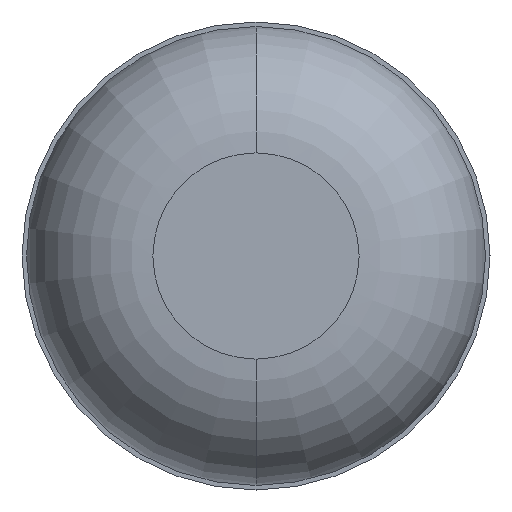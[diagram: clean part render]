
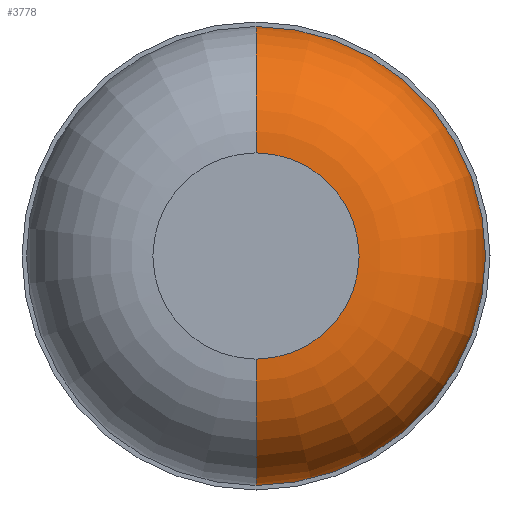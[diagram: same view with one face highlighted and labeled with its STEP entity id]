
A CAD part, front view. The second image highlights one B-rep face of the part: STEP entity #3778.
In plain terms, the highlighted toroidal (fillet/blend) face has major radius 0.155 mm and minor radius 0.19 mm.
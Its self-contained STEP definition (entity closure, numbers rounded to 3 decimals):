
#26 = FACE_OUTER_BOUND ( 'NONE', #3616, .T. ) ;
#74 = EDGE_CURVE ( 'NONE', #4269, #1374, #2191, .T. ) ;
#392 = DIRECTION ( 'NONE',  ( 0., 0., 1. ) ) ;
#584 = TOROIDAL_SURFACE ( 'NONE', #3374, 0.155, 0.19 ) ;
#840 = AXIS2_PLACEMENT_3D ( 'NONE', #2125, #3783, #2805 ) ;
#868 = AXIS2_PLACEMENT_3D ( 'NONE', #1618, #2951, #965 ) ;
#965 = DIRECTION ( 'NONE',  ( 0., 0., 1. ) ) ;
#1044 = DIRECTION ( 'NONE',  ( 0., 1., 0. ) ) ;
#1374 = VERTEX_POINT ( 'NONE', #1718 ) ;
#1462 = DIRECTION ( 'NONE',  ( 0., 1., 0. ) ) ;
#1521 = VERTEX_POINT ( 'NONE', #1587 ) ;
#1587 = CARTESIAN_POINT ( 'NONE',  ( 0., -12.7, 0.155 ) ) ;
#1594 = AXIS2_PLACEMENT_3D ( 'NONE', #3003, #1044, #392 ) ;
#1618 = CARTESIAN_POINT ( 'NONE',  ( 0., -12.51, 0.155 ) ) ;
#1718 = CARTESIAN_POINT ( 'NONE',  ( 0., -12.51, -0.345 ) ) ;
#1744 = DIRECTION ( 'NONE',  ( 0., 0., 1. ) ) ;
#1890 = ORIENTED_EDGE ( 'NONE', *, *, #2897, .F. ) ;
#2125 = CARTESIAN_POINT ( 'NONE',  ( 0., -12.7, 0. ) ) ;
#2191 = CIRCLE ( 'NONE', #3253, 0.19 ) ;
#2257 = ORIENTED_EDGE ( 'NONE', *, *, #2434, .F. ) ;
#2434 = EDGE_CURVE ( 'Defeature ausgef�hrt1_1+Defeature ausgef�hrt1_3+Defeature ausgef�hrt1_3+Defeature ausgef�hrt1_3', #3755, #1374, #3693, .T. ) ;
#2455 = CARTESIAN_POINT ( 'NONE',  ( 0., -12.51, 0. ) ) ;
#2749 = DIRECTION ( 'NONE',  ( 0., 0., -1. ) ) ;
#2805 = DIRECTION ( 'NONE',  ( 0., 0., 1. ) ) ;
#2833 = CARTESIAN_POINT ( 'NONE',  ( 0., -12.7, -0.155 ) ) ;
#2897 = EDGE_CURVE ( 'NONE', #1521, #3755, #3789, .T. ) ;
#2951 = DIRECTION ( 'NONE',  ( -1., 0., 0. ) ) ;
#3003 = CARTESIAN_POINT ( 'NONE',  ( 0., -12.51, 0. ) ) ;
#3057 = EDGE_CURVE ( 'Defeature ausgef�hrt1_3+Defeature ausgef�hrt1_4+Defeature ausgef�hrt1_4+Defeature ausgef�hrt1_4', #1521, #4269, #3481, .T. ) ;
#3119 = DIRECTION ( 'NONE',  ( 1., 0., 0. ) ) ;
#3194 = ORIENTED_EDGE ( 'NONE', *, *, #74, .T. ) ;
#3253 = AXIS2_PLACEMENT_3D ( 'NONE', #3779, #3119, #2749 ) ;
#3374 = AXIS2_PLACEMENT_3D ( 'NONE', #2455, #1462, #1744 ) ;
#3402 = ORIENTED_EDGE ( 'NONE', *, *, #3057, .T. ) ;
#3481 = CIRCLE ( 'NONE', #840, 0.155 ) ;
#3616 = EDGE_LOOP ( 'NONE', ( #3402, #3194, #2257, #1890 ) ) ;
#3656 = CARTESIAN_POINT ( 'NONE',  ( 0., -12.51, 0.345 ) ) ;
#3693 = CIRCLE ( 'NONE', #1594, 0.345 ) ;
#3755 = VERTEX_POINT ( 'NONE', #3656 ) ;
#3778 = ADVANCED_FACE ( 'Defeature ausgef�hrt1_3', ( #26 ), #584, .T. ) ;
#3779 = CARTESIAN_POINT ( 'NONE',  ( 0., -12.51, -0.155 ) ) ;
#3783 = DIRECTION ( 'NONE',  ( 0., 1., 0. ) ) ;
#3789 = CIRCLE ( 'NONE', #868, 0.19 ) ;
#4269 = VERTEX_POINT ( 'NONE', #2833 ) ;
